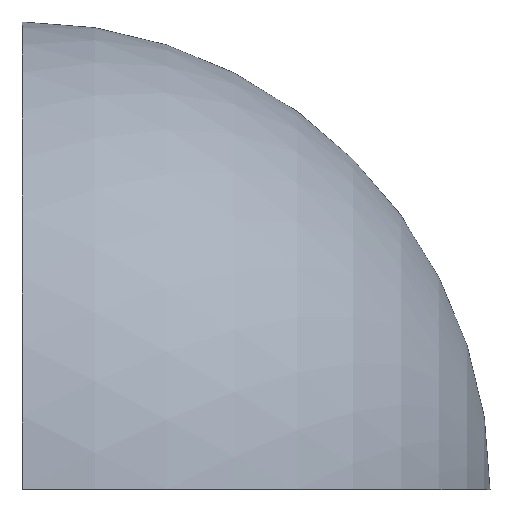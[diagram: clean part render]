
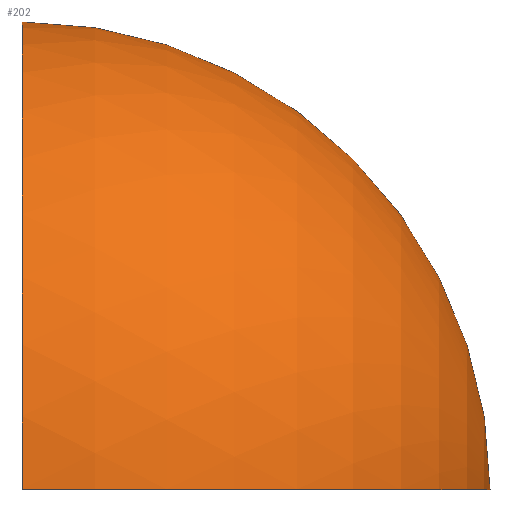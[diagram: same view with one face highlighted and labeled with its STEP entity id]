
A CAD part, top view. The second image highlights one B-rep face of the part: STEP entity #202.
In plain terms, the highlighted spherical face has radius 26.594 mm.
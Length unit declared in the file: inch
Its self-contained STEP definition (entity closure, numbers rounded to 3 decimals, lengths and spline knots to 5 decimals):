
#2 = DIRECTION ( 'NONE',  ( 1., 0., 0. ) ) ;
#5 = AXIS2_PLACEMENT_3D ( 'NONE', #52, #2, #124 ) ;
#8 = VERTEX_POINT ( 'NONE', #132 ) ;
#21 = DIRECTION ( 'NONE',  ( -1., 0., 0. ) ) ;
#24 = FACE_OUTER_BOUND ( 'NONE', #178, .T. ) ;
#45 = DIRECTION ( 'NONE',  ( 0., 0., -1. ) ) ;
#52 = CARTESIAN_POINT ( 'NONE',  ( 0., -1.047, 0. ) ) ;
#55 = CARTESIAN_POINT ( 'NONE',  ( 0., -1.047, 0. ) ) ;
#60 = ORIENTED_EDGE ( 'NONE', *, *, #85, .T. ) ;
#61 = DIRECTION ( 'NONE',  ( 0., 0., 1. ) ) ;
#75 = AXIS2_PLACEMENT_3D ( 'NONE', #55, #61, #21 ) ;
#85 = EDGE_CURVE ( 'NONE', #206, #186, #97, .T. ) ;
#97 = CIRCLE ( 'NONE', #127, 1.047 ) ;
#111 = ORIENTED_EDGE ( 'NONE', *, *, #199, .T. ) ;
#112 = DIRECTION ( 'NONE',  ( 0., 1., 0. ) ) ;
#119 = AXIS2_PLACEMENT_3D ( 'NONE', #128, #144, #45 ) ;
#124 = DIRECTION ( 'NONE',  ( 0., 0., 1. ) ) ;
#125 = SPHERICAL_SURFACE ( 'NONE', #5, 1.047 ) ;
#127 = AXIS2_PLACEMENT_3D ( 'NONE', #156, #112, #185 ) ;
#128 = CARTESIAN_POINT ( 'NONE',  ( 0., -1.047, 0. ) ) ;
#132 = CARTESIAN_POINT ( 'NONE',  ( 0., 0., 0. ) ) ;
#134 = CIRCLE ( 'NONE', #75, 1.047 ) ;
#135 = CIRCLE ( 'NONE', #119, 1.047 ) ;
#136 = ORIENTED_EDGE ( 'NONE', *, *, #153, .F. ) ;
#144 = DIRECTION ( 'NONE',  ( -1., 0., 0. ) ) ;
#153 = EDGE_CURVE ( 'NONE', #206, #8, #135, .T. ) ;
#156 = CARTESIAN_POINT ( 'NONE',  ( 0., -1.047, 0. ) ) ;
#165 = CARTESIAN_POINT ( 'NONE',  ( 0., -1.047, 1.047 ) ) ;
#178 = EDGE_LOOP ( 'NONE', ( #60, #111, #136 ) ) ;
#185 = DIRECTION ( 'NONE',  ( 0., 0., 1. ) ) ;
#186 = VERTEX_POINT ( 'NONE', #213 ) ;
#199 = EDGE_CURVE ( 'NONE', #186, #8, #134, .T. ) ;
#202 = ADVANCED_FACE ( 'NONE', ( #24 ), #125, .T. ) ;
#206 = VERTEX_POINT ( 'NONE', #165 ) ;
#213 = CARTESIAN_POINT ( 'NONE',  ( 1.047, -1.047, 0. ) ) ;
